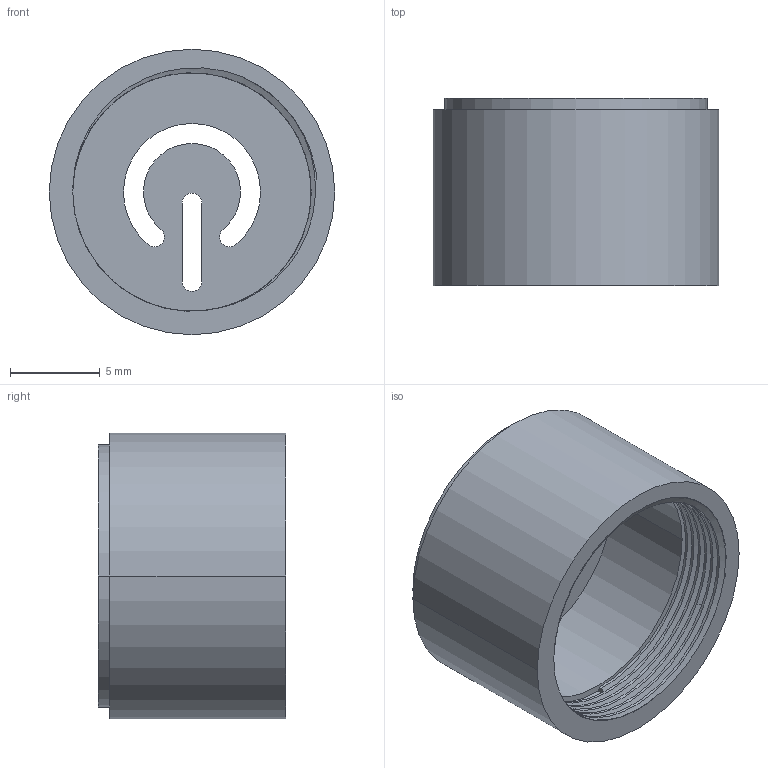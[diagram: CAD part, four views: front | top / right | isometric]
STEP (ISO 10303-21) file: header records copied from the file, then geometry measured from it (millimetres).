
FILE_DESCRIPTION((''),'2;1');
FILE_NAME('CUFFLLINK_BEZEL_01','2011-06-14T',('Mike'),(''),'PRO/ENGINEER BY PARAMETRIC TECHNOLOGY CORPORATION, 2007170','PRO/ENGINEER BY PARAMETRIC TECHNOLOGY CORPORATION, 2007170','');
FILE_SCHEMA(('CONFIG_CONTROL_DESIGN'));
Length unit declared in the file: inch
Products named in the file (1): CUFFLLINK_BEZEL_01
Bounding box: 15.88 x 10.41 x 15.88 mm (x, y, z)
Volume: 785.2 mm3; surface area: 1438.7 mm2
Topology: 1 solids, 1 shells, 48 faces, 127 edges, 84 vertices
Faces by surface type: cylinder 36, plane 8, bspline 4
Entity records: 3480 total; most frequent: CARTESIAN_POINT 2323, ORIENTED_EDGE 254, DIRECTION 192, EDGE_CURVE 127, VERTEX_POINT 84, AXIS2_PLACEMENT_3D 73, EDGE_LOOP 55, B_SPLINE_CURVE_WITH_KNOTS 52
